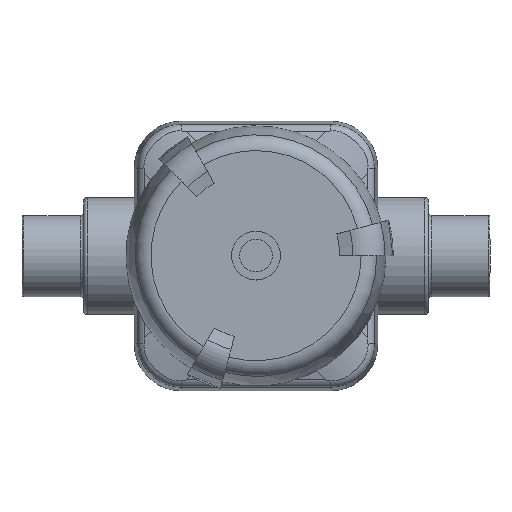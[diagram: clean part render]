
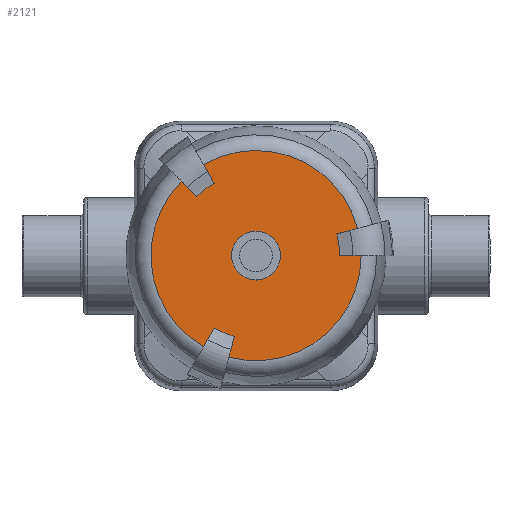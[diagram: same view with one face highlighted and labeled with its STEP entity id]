
A CAD part, top view. The second image highlights one B-rep face of the part: STEP entity #2121.
In plain terms, the highlighted planar face has unit normal (0, 0, 1).
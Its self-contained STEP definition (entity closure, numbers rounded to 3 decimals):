
#77=LINE($,#3461,#203);
#78=LINE($,#3464,#204);
#79=LINE($,#3474,#205);
#80=LINE($,#3478,#206);
#81=LINE($,#3482,#207);
#82=LINE($,#3486,#208);
#203=VECTOR($,#2631,6.594);
#204=VECTOR($,#2634,6.594);
#205=VECTOR($,#2645,6.594);
#206=VECTOR($,#2648,6.594);
#207=VECTOR($,#2651,6.594);
#208=VECTOR($,#2654,6.594);
#325=PLANE($,#2293);
#385=FACE_BOUND($,#702,.T.);
#411=CIRCLE($,#2260,7.5);
#424=CIRCLE($,#2278,25.748);
#436=CIRCLE($,#2294,32.343);
#437=CIRCLE($,#2295,25.748);
#438=CIRCLE($,#2296,32.343);
#439=CIRCLE($,#2297,25.748);
#440=CIRCLE($,#2298,32.343);
#562=FACE_OUTER_BOUND($,#701,.T.);
#701=EDGE_LOOP($,(#1501,#1502,#1503,#1504,#1505,#1506,#1507,#1508,#1509,
#1510,#1511,#1512));
#702=EDGE_LOOP($,(#1513));
#913=VERTEX_POINT($,#3389);
#932=VERTEX_POINT($,#3432);
#933=VERTEX_POINT($,#3434);
#938=VERTEX_POINT($,#3459);
#939=VERTEX_POINT($,#3463);
#942=VERTEX_POINT($,#3471);
#943=VERTEX_POINT($,#3473);
#944=VERTEX_POINT($,#3475);
#945=VERTEX_POINT($,#3477);
#946=VERTEX_POINT($,#3479);
#947=VERTEX_POINT($,#3481);
#948=VERTEX_POINT($,#3483);
#949=VERTEX_POINT($,#3485);
#1130=EDGE_CURVE($,#913,#913,#411,.T.);
#1150=EDGE_CURVE($,#933,#932,#424,.T.);
#1160=EDGE_CURVE($,#932,#938,#77,.T.);
#1161=EDGE_CURVE($,#939,#933,#78,.T.);
#1165=EDGE_CURVE($,#942,#938,#436,.T.);
#1166=EDGE_CURVE($,#942,#943,#79,.T.);
#1167=EDGE_CURVE($,#943,#944,#437,.T.);
#1168=EDGE_CURVE($,#944,#945,#80,.T.);
#1169=EDGE_CURVE($,#946,#945,#438,.T.);
#1170=EDGE_CURVE($,#946,#947,#81,.T.);
#1171=EDGE_CURVE($,#947,#948,#439,.T.);
#1172=EDGE_CURVE($,#948,#949,#82,.T.);
#1173=EDGE_CURVE($,#939,#949,#440,.T.);
#1501=ORIENTED_EDGE($,*,*,#1161,.T.);
#1502=ORIENTED_EDGE($,*,*,#1150,.T.);
#1503=ORIENTED_EDGE($,*,*,#1160,.T.);
#1504=ORIENTED_EDGE($,*,*,#1165,.F.);
#1505=ORIENTED_EDGE($,*,*,#1166,.T.);
#1506=ORIENTED_EDGE($,*,*,#1167,.T.);
#1507=ORIENTED_EDGE($,*,*,#1168,.T.);
#1508=ORIENTED_EDGE($,*,*,#1169,.F.);
#1509=ORIENTED_EDGE($,*,*,#1170,.T.);
#1510=ORIENTED_EDGE($,*,*,#1171,.T.);
#1511=ORIENTED_EDGE($,*,*,#1172,.T.);
#1512=ORIENTED_EDGE($,*,*,#1173,.F.);
#1513=ORIENTED_EDGE($,*,*,#1130,.T.);
#2121=ADVANCED_FACE($,(#562,#385),#325,.T.);
#2260=AXIS2_PLACEMENT_3D($,#3390,#2565,#2566);
#2278=AXIS2_PLACEMENT_3D($,#3435,#2608,#2609);
#2293=AXIS2_PLACEMENT_3D($,#3470,#2641,#2642);
#2294=AXIS2_PLACEMENT_3D($,#3472,#2643,#2644);
#2295=AXIS2_PLACEMENT_3D($,#3476,#2646,#2647);
#2296=AXIS2_PLACEMENT_3D($,#3480,#2649,#2650);
#2297=AXIS2_PLACEMENT_3D($,#3484,#2652,#2653);
#2298=AXIS2_PLACEMENT_3D($,#3487,#2655,#2656);
#2565=DIRECTION('center_axis',(0.,0.,-1.));
#2566=DIRECTION('ref_axis',(1.,0.,0.));
#2608=DIRECTION('center_axis',(0.,0.,1.));
#2609=DIRECTION('ref_axis',(-0.5,0.866,0.));
#2631=DIRECTION($,(-0.707,0.707,0.));
#2634=DIRECTION($,(0.5,-0.866,0.));
#2641=DIRECTION('center_axis',(0.,0.,1.));
#2642=DIRECTION('ref_axis',(0.,-1.,0.));
#2643=DIRECTION('center_axis',(0.,0.,-1.));
#2644=DIRECTION('ref_axis',(1.,0.,0.));
#2645=DIRECTION($,(0.5,0.866,0.));
#2646=DIRECTION('center_axis',(0.,0.,1.));
#2647=DIRECTION('ref_axis',(-0.5,-0.866,0.));
#2648=DIRECTION($,(-0.259,-0.966,0.));
#2649=DIRECTION('center_axis',(0.,0.,-1.));
#2650=DIRECTION('ref_axis',(1.,0.,0.));
#2651=DIRECTION($,(-1.,0.,0.));
#2652=DIRECTION('center_axis',(0.,0.,1.));
#2653=DIRECTION('ref_axis',(1.,0.,0.));
#2654=DIRECTION($,(0.966,0.259,0.));
#2655=DIRECTION('center_axis',(0.,0.,-1.));
#2656=DIRECTION('ref_axis',(1.,0.,0.));
#3389=CARTESIAN_POINT('',(-7.5,0.,89.));
#3390=CARTESIAN_POINT('Origin',(0.,0.,89.));
#3432=CARTESIAN_POINT('',(-18.207,18.207,89.));
#3434=CARTESIAN_POINT('',(-12.874,22.298,89.));
#3435=CARTESIAN_POINT('Origin',(0.,0.,89.));
#3459=CARTESIAN_POINT('',(-22.87,22.87,89.));
#3461=CARTESIAN_POINT($,(-18.207,18.207,89.));
#3463=CARTESIAN_POINT('',(-16.171,28.009,89.));
#3464=CARTESIAN_POINT($,(-16.171,28.009,89.));
#3470=CARTESIAN_POINT('Origin',(19.921,0.,89.));
#3471=CARTESIAN_POINT('',(-16.171,-28.009,89.));
#3472=CARTESIAN_POINT('Origin',(0.,0.,89.));
#3473=CARTESIAN_POINT('',(-12.874,-22.298,89.));
#3474=CARTESIAN_POINT($,(-16.171,-28.009,89.));
#3475=CARTESIAN_POINT('',(-6.664,-24.871,89.));
#3476=CARTESIAN_POINT('Origin',(0.,0.,89.));
#3477=CARTESIAN_POINT('',(-8.371,-31.241,89.));
#3478=CARTESIAN_POINT($,(-6.664,-24.871,89.));
#3479=CARTESIAN_POINT('',(32.343,0.,89.));
#3480=CARTESIAN_POINT('Origin',(0.,0.,89.));
#3481=CARTESIAN_POINT('',(25.748,0.,89.));
#3482=CARTESIAN_POINT($,(32.343,0.,89.));
#3483=CARTESIAN_POINT('',(24.871,6.664,89.));
#3484=CARTESIAN_POINT('Origin',(0.,0.,89.));
#3485=CARTESIAN_POINT('',(31.241,8.371,89.));
#3486=CARTESIAN_POINT($,(24.871,6.664,89.));
#3487=CARTESIAN_POINT('Origin',(0.,0.,89.));
